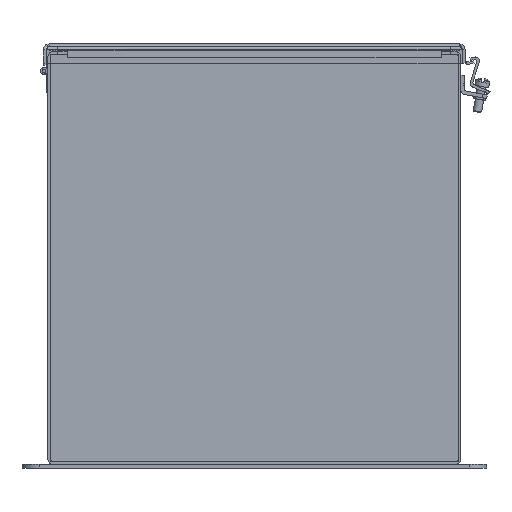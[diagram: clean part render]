
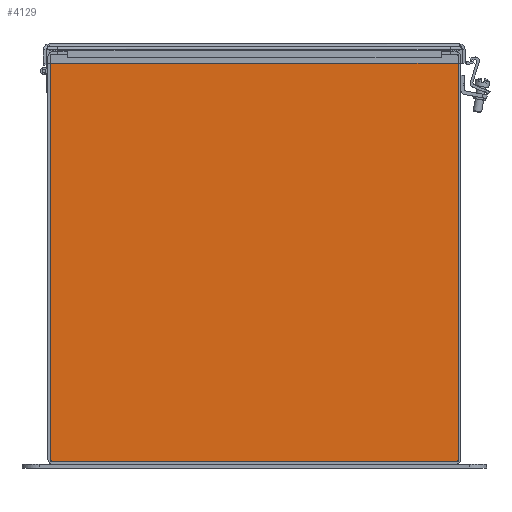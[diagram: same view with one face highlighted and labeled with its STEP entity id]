
A CAD part, left-side view. The second image highlights one B-rep face of the part: STEP entity #4129.
In plain terms, the highlighted planar face has unit normal (-1, 0, 0).
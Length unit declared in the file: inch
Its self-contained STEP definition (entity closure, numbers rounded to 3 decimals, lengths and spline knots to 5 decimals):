
#1007 = ORIENTED_EDGE ( 'NONE', *, *, #32612, .F. ) ;
#1121 = LINE ( 'NONE', #22120, #26242 ) ;
#1497 = PLANE ( 'NONE',  #18481 ) ;
#2661 = VECTOR ( 'NONE', #4451, 39.37008 ) ;
#4129 = ADVANCED_FACE ( 'NONE', ( #22468 ), #1497, .F. ) ;
#4451 = DIRECTION ( 'NONE',  ( 0., 0., 1. ) ) ;
#5206 = LINE ( 'NONE', #45511, #14201 ) ;
#5510 = LINE ( 'NONE', #46060, #45410 ) ;
#5585 = VECTOR ( 'NONE', #51738, 39.37008 ) ;
#5987 = EDGE_CURVE ( 'NONE', #15463, #51732, #23845, .T. ) ;
#7020 = EDGE_LOOP ( 'NONE', ( #35750, #16731, #28937, #49667, #35735, #19251, #30185, #41154, #8667, #26411, #1007, #40183 ) ) ;
#7973 = EDGE_CURVE ( 'NONE', #46844, #33467, #32056, .T. ) ;
#8216 = VERTEX_POINT ( 'NONE', #19420 ) ;
#8667 = ORIENTED_EDGE ( 'NONE', *, *, #7973, .F. ) ;
#9486 = VERTEX_POINT ( 'NONE', #44839 ) ;
#9581 = CARTESIAN_POINT ( 'NONE',  ( -30., -5.926, 10.676 ) ) ;
#9769 = EDGE_CURVE ( 'NONE', #13256, #40442, #1121, .T. ) ;
#10018 = VECTOR ( 'NONE', #43951, 39.37008 ) ;
#10156 = DIRECTION ( 'NONE',  ( 0., 0., -1. ) ) ;
#10695 = CARTESIAN_POINT ( 'NONE',  ( -30., -5.4277, 10.58205 ) ) ;
#11186 = EDGE_CURVE ( 'NONE', #51732, #38816, #51021, .T. ) ;
#11319 = CARTESIAN_POINT ( 'NONE',  ( -30., -5.4275, 10.58205 ) ) ;
#12053 = VECTOR ( 'NONE', #50005, 39.37008 ) ;
#13172 = DIRECTION ( 'NONE',  ( 0., 1., 0. ) ) ;
#13256 = VERTEX_POINT ( 'NONE', #10695 ) ;
#14017 = EDGE_CURVE ( 'NONE', #13256, #34823, #40826, .T. ) ;
#14201 = VECTOR ( 'NONE', #37576, 39.37008 ) ;
#15463 = VERTEX_POINT ( 'NONE', #27903 ) ;
#15822 = DIRECTION ( 'NONE',  ( 0., 1., 0. ) ) ;
#16731 = ORIENTED_EDGE ( 'NONE', *, *, #33890, .T. ) ;
#18151 = DIRECTION ( 'NONE',  ( 0., 1., 0. ) ) ;
#18481 = AXIS2_PLACEMENT_3D ( 'NONE', #21945, #46608, #13172 ) ;
#19251 = ORIENTED_EDGE ( 'NONE', *, *, #11186, .F. ) ;
#19420 = CARTESIAN_POINT ( 'NONE',  ( -30., -5.4275, 10.58225 ) ) ;
#21687 = EDGE_CURVE ( 'NONE', #9486, #38816, #23195, .T. ) ;
#21945 = CARTESIAN_POINT ( 'NONE',  ( -30., 0., 4.75 ) ) ;
#22120 = CARTESIAN_POINT ( 'NONE',  ( -30., -5.4277, 10.58205 ) ) ;
#22417 = DIRECTION ( 'NONE',  ( 0., 0., -1. ) ) ;
#22468 = FACE_OUTER_BOUND ( 'NONE', #7020, .T. ) ;
#23195 = LINE ( 'NONE', #47078, #42744 ) ;
#23845 = LINE ( 'NONE', #47994, #5585 ) ;
#26242 = VECTOR ( 'NONE', #41803, 39.37008 ) ;
#26289 = CARTESIAN_POINT ( 'NONE',  ( -30., 5.4275, 10.58225 ) ) ;
#26411 = ORIENTED_EDGE ( 'NONE', *, *, #35626, .F. ) ;
#27720 = LINE ( 'NONE', #43379, #30521 ) ;
#27903 = CARTESIAN_POINT ( 'NONE',  ( -30., 5.926, 10.676 ) ) ;
#28018 = CARTESIAN_POINT ( 'NONE',  ( -30., -5.4277, 10.676 ) ) ;
#28937 = ORIENTED_EDGE ( 'NONE', *, *, #35211, .F. ) ;
#29400 = LINE ( 'NONE', #41614, #47506 ) ;
#29945 = CARTESIAN_POINT ( 'NONE',  ( -30., 5.4277, 10.676 ) ) ;
#30185 = ORIENTED_EDGE ( 'NONE', *, *, #5987, .F. ) ;
#30521 = VECTOR ( 'NONE', #22417, 39.37008 ) ;
#31765 = CARTESIAN_POINT ( 'NONE',  ( -30., 5.926, 4.75 ) ) ;
#32056 = LINE ( 'NONE', #43732, #44791 ) ;
#32612 = EDGE_CURVE ( 'NONE', #34823, #39918, #5510, .T. ) ;
#33143 = CARTESIAN_POINT ( 'NONE',  ( -30., -5.4277, 4.75 ) ) ;
#33467 = VERTEX_POINT ( 'NONE', #48565 ) ;
#33890 = EDGE_CURVE ( 'NONE', #40442, #8216, #5206, .T. ) ;
#34823 = VERTEX_POINT ( 'NONE', #28018 ) ;
#35211 = EDGE_CURVE ( 'NONE', #49321, #8216, #29400, .T. ) ;
#35626 = EDGE_CURVE ( 'NONE', #39918, #46844, #27720, .T. ) ;
#35735 = ORIENTED_EDGE ( 'NONE', *, *, #21687, .T. ) ;
#35750 = ORIENTED_EDGE ( 'NONE', *, *, #9769, .T. ) ;
#37230 = EDGE_CURVE ( 'NONE', #49321, #9486, #45994, .T. ) ;
#37576 = DIRECTION ( 'NONE',  ( 0., 0., 1. ) ) ;
#37895 = DIRECTION ( 'NONE',  ( 0., -1., 0. ) ) ;
#38086 = CARTESIAN_POINT ( 'NONE',  ( -30., 5.4277, 10.58205 ) ) ;
#38816 = VERTEX_POINT ( 'NONE', #38086 ) ;
#39278 = CARTESIAN_POINT ( 'NONE',  ( -30., -5.926, -1.176 ) ) ;
#39372 = DIRECTION ( 'NONE',  ( 0., -1., 0. ) ) ;
#39918 = VERTEX_POINT ( 'NONE', #9581 ) ;
#40183 = ORIENTED_EDGE ( 'NONE', *, *, #14017, .F. ) ;
#40442 = VERTEX_POINT ( 'NONE', #11319 ) ;
#40826 = LINE ( 'NONE', #33143, #2661 ) ;
#41028 = LINE ( 'NONE', #31765, #10018 ) ;
#41154 = ORIENTED_EDGE ( 'NONE', *, *, #45479, .F. ) ;
#41614 = CARTESIAN_POINT ( 'NONE',  ( -30., 0., 10.58225 ) ) ;
#41803 = DIRECTION ( 'NONE',  ( 0., 1., 0. ) ) ;
#42744 = VECTOR ( 'NONE', #18151, 39.37008 ) ;
#43379 = CARTESIAN_POINT ( 'NONE',  ( -30., -5.926, 4.75 ) ) ;
#43732 = CARTESIAN_POINT ( 'NONE',  ( -30., 0., -1.176 ) ) ;
#43951 = DIRECTION ( 'NONE',  ( 0., 0., 1. ) ) ;
#44791 = VECTOR ( 'NONE', #15822, 39.37008 ) ;
#44839 = CARTESIAN_POINT ( 'NONE',  ( -30., 5.4275, 10.58205 ) ) ;
#45410 = VECTOR ( 'NONE', #39372, 39.37008 ) ;
#45479 = EDGE_CURVE ( 'NONE', #33467, #15463, #41028, .T. ) ;
#45511 = CARTESIAN_POINT ( 'NONE',  ( -30., -5.4275, 10.58205 ) ) ;
#45994 = LINE ( 'NONE', #50759, #12053 ) ;
#46060 = CARTESIAN_POINT ( 'NONE',  ( -30., 0., 10.676 ) ) ;
#46524 = CARTESIAN_POINT ( 'NONE',  ( -30., 5.4277, 4.75 ) ) ;
#46608 = DIRECTION ( 'NONE',  ( 1., 0., 0. ) ) ;
#46844 = VERTEX_POINT ( 'NONE', #39278 ) ;
#47078 = CARTESIAN_POINT ( 'NONE',  ( -30., 5.4275, 10.58205 ) ) ;
#47506 = VECTOR ( 'NONE', #37895, 39.37008 ) ;
#47994 = CARTESIAN_POINT ( 'NONE',  ( -30., 0., 10.676 ) ) ;
#48565 = CARTESIAN_POINT ( 'NONE',  ( -30., 5.926, -1.176 ) ) ;
#49321 = VERTEX_POINT ( 'NONE', #26289 ) ;
#49667 = ORIENTED_EDGE ( 'NONE', *, *, #37230, .T. ) ;
#50005 = DIRECTION ( 'NONE',  ( 0., 0., -1. ) ) ;
#50204 = VECTOR ( 'NONE', #10156, 39.37008 ) ;
#50759 = CARTESIAN_POINT ( 'NONE',  ( -30., 5.4275, 10.676 ) ) ;
#51021 = LINE ( 'NONE', #46524, #50204 ) ;
#51732 = VERTEX_POINT ( 'NONE', #29945 ) ;
#51738 = DIRECTION ( 'NONE',  ( 0., -1., 0. ) ) ;
